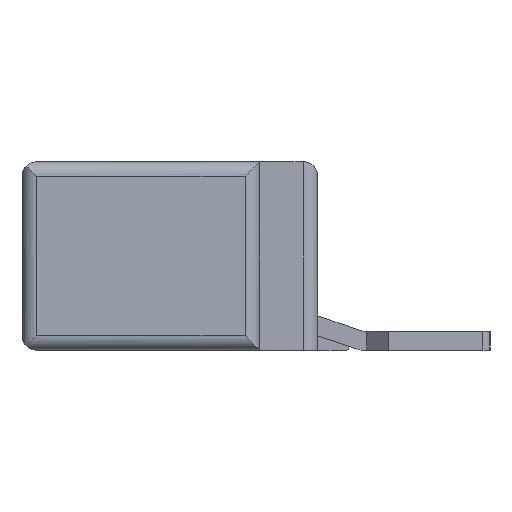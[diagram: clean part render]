
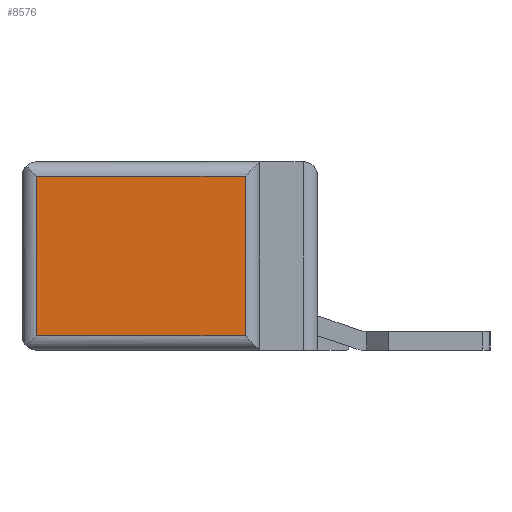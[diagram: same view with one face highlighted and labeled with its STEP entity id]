
A CAD part, left-side view. The second image highlights one B-rep face of the part: STEP entity #8576.
In plain terms, the highlighted planar face has unit normal (-1, 0, 0).
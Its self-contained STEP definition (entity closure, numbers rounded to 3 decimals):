
#2159 = CYLINDRICAL_SURFACE('',#2160,1.);
#2160 = AXIS2_PLACEMENT_3D('',#2161,#2162,#2163);
#2161 = CARTESIAN_POINT('',(-114.25,-90.,-5.5));
#2162 = DIRECTION('',(0.,1.,0.));
#2163 = DIRECTION('',(1.,0.,0.));
#3553 = CYLINDRICAL_SURFACE('',#3554,1.);
#3554 = AXIS2_PLACEMENT_3D('',#3555,#3556,#3557);
#3555 = CARTESIAN_POINT('',(-114.25,-90.,5.5));
#3556 = DIRECTION('',(0.,1.,0.));
#3557 = DIRECTION('',(1.,0.,0.));
#7116 = CYLINDRICAL_SURFACE('',#7117,1.);
#7117 = AXIS2_PLACEMENT_3D('',#7118,#7119,#7120);
#7118 = CARTESIAN_POINT('',(-114.25,5.,-6.5));
#7119 = DIRECTION('',(0.,0.,1.));
#7120 = DIRECTION('',(1.,0.,0.));
#7135 = VERTEX_POINT('',#7136);
#7136 = CARTESIAN_POINT('',(-115.25,5.,5.5));
#7206 = EDGE_CURVE('',#7207,#7135,#7209,.T.);
#7207 = VERTEX_POINT('',#7208);
#7208 = CARTESIAN_POINT('',(-115.25,5.,-5.5));
#7209 = SURFACE_CURVE('',#7210,(#7214,#7221),.PCURVE_S1.);
#7210 = LINE('',#7211,#7212);
#7211 = CARTESIAN_POINT('',(-115.25,5.,-5.5));
#7212 = VECTOR('',#7213,1.);
#7213 = DIRECTION('',(0.,0.,1.));
#7214 = PCURVE('',#7116,#7215);
#7215 = DEFINITIONAL_REPRESENTATION('',(#7216),#7220);
#7216 = LINE('',#7217,#7218);
#7217 = CARTESIAN_POINT('',(3.142,1.));
#7218 = VECTOR('',#7219,1.);
#7219 = DIRECTION('',(0.,1.));
#7220 = ( GEOMETRIC_REPRESENTATION_CONTEXT(2) 
PARAMETRIC_REPRESENTATION_CONTEXT() REPRESENTATION_CONTEXT('2D SPACE',''
  ) );
#7221 = PCURVE('',#7222,#7227);
#7222 = PLANE('',#7223);
#7223 = AXIS2_PLACEMENT_3D('',#7224,#7225,#7226);
#7224 = CARTESIAN_POINT('',(-115.25,19.4,-6.5));
#7225 = DIRECTION('',(-1.,0.,0.));
#7226 = DIRECTION('',(0.,-1.,0.));
#7227 = DEFINITIONAL_REPRESENTATION('',(#7228),#7232);
#7228 = LINE('',#7229,#7230);
#7229 = CARTESIAN_POINT('',(14.4,1.));
#7230 = VECTOR('',#7231,1.);
#7231 = DIRECTION('',(0.,1.));
#7232 = ( GEOMETRIC_REPRESENTATION_CONTEXT(2) 
PARAMETRIC_REPRESENTATION_CONTEXT() REPRESENTATION_CONTEXT('2D SPACE',''
  ) );
#7309 = EDGE_CURVE('',#7207,#7310,#7312,.T.);
#7310 = VERTEX_POINT('',#7311);
#7311 = CARTESIAN_POINT('',(-115.25,19.4,-5.5));
#7312 = SURFACE_CURVE('',#7313,(#7317,#7324),.PCURVE_S1.);
#7313 = LINE('',#7314,#7315);
#7314 = CARTESIAN_POINT('',(-115.25,5.,-5.5));
#7315 = VECTOR('',#7316,1.);
#7316 = DIRECTION('',(0.,1.,0.));
#7317 = PCURVE('',#2159,#7318);
#7318 = DEFINITIONAL_REPRESENTATION('',(#7319),#7323);
#7319 = LINE('',#7320,#7321);
#7320 = CARTESIAN_POINT('',(3.142,95.));
#7321 = VECTOR('',#7322,1.);
#7322 = DIRECTION('',(0.,1.));
#7323 = ( GEOMETRIC_REPRESENTATION_CONTEXT(2) 
PARAMETRIC_REPRESENTATION_CONTEXT() REPRESENTATION_CONTEXT('2D SPACE',''
  ) );
#7324 = PCURVE('',#7222,#7325);
#7325 = DEFINITIONAL_REPRESENTATION('',(#7326),#7330);
#7326 = LINE('',#7327,#7328);
#7327 = CARTESIAN_POINT('',(14.4,1.));
#7328 = VECTOR('',#7329,1.);
#7329 = DIRECTION('',(-1.,0.));
#7330 = ( GEOMETRIC_REPRESENTATION_CONTEXT(2) 
PARAMETRIC_REPRESENTATION_CONTEXT() REPRESENTATION_CONTEXT('2D SPACE',''
  ) );
#7373 = CYLINDRICAL_SURFACE('',#7374,1.);
#7374 = AXIS2_PLACEMENT_3D('',#7375,#7376,#7377);
#7375 = CARTESIAN_POINT('',(-114.25,19.4,-6.5));
#7376 = DIRECTION('',(0.,0.,1.));
#7377 = DIRECTION('',(1.,0.,0.));
#8486 = VERTEX_POINT('',#8487);
#8487 = CARTESIAN_POINT('',(-115.25,19.4,5.5));
#8555 = EDGE_CURVE('',#7135,#8486,#8556,.T.);
#8556 = SURFACE_CURVE('',#8557,(#8561,#8568),.PCURVE_S1.);
#8557 = LINE('',#8558,#8559);
#8558 = CARTESIAN_POINT('',(-115.25,5.,5.5));
#8559 = VECTOR('',#8560,1.);
#8560 = DIRECTION('',(0.,1.,0.));
#8561 = PCURVE('',#3553,#8562);
#8562 = DEFINITIONAL_REPRESENTATION('',(#8563),#8567);
#8563 = LINE('',#8564,#8565);
#8564 = CARTESIAN_POINT('',(3.142,95.));
#8565 = VECTOR('',#8566,1.);
#8566 = DIRECTION('',(0.,1.));
#8567 = ( GEOMETRIC_REPRESENTATION_CONTEXT(2) 
PARAMETRIC_REPRESENTATION_CONTEXT() REPRESENTATION_CONTEXT('2D SPACE',''
  ) );
#8568 = PCURVE('',#7222,#8569);
#8569 = DEFINITIONAL_REPRESENTATION('',(#8570),#8574);
#8570 = LINE('',#8571,#8572);
#8571 = CARTESIAN_POINT('',(14.4,12.));
#8572 = VECTOR('',#8573,1.);
#8573 = DIRECTION('',(-1.,0.));
#8574 = ( GEOMETRIC_REPRESENTATION_CONTEXT(2) 
PARAMETRIC_REPRESENTATION_CONTEXT() REPRESENTATION_CONTEXT('2D SPACE',''
  ) );
#8576 = ADVANCED_FACE('',(#8577),#7222,.T.);
#8577 = FACE_BOUND('',#8578,.F.);
#8578 = EDGE_LOOP('',(#8579,#8580,#8601,#8602));
#8579 = ORIENTED_EDGE('',*,*,#7309,.T.);
#8580 = ORIENTED_EDGE('',*,*,#8581,.T.);
#8581 = EDGE_CURVE('',#7310,#8486,#8582,.T.);
#8582 = SURFACE_CURVE('',#8583,(#8587,#8594),.PCURVE_S1.);
#8583 = LINE('',#8584,#8585);
#8584 = CARTESIAN_POINT('',(-115.25,19.4,-5.5));
#8585 = VECTOR('',#8586,1.);
#8586 = DIRECTION('',(0.,0.,1.));
#8587 = PCURVE('',#7222,#8588);
#8588 = DEFINITIONAL_REPRESENTATION('',(#8589),#8593);
#8589 = LINE('',#8590,#8591);
#8590 = CARTESIAN_POINT('',(0.,1.));
#8591 = VECTOR('',#8592,1.);
#8592 = DIRECTION('',(0.,1.));
#8593 = ( GEOMETRIC_REPRESENTATION_CONTEXT(2) 
PARAMETRIC_REPRESENTATION_CONTEXT() REPRESENTATION_CONTEXT('2D SPACE',''
  ) );
#8594 = PCURVE('',#7373,#8595);
#8595 = DEFINITIONAL_REPRESENTATION('',(#8596),#8600);
#8596 = LINE('',#8597,#8598);
#8597 = CARTESIAN_POINT('',(3.142,1.));
#8598 = VECTOR('',#8599,1.);
#8599 = DIRECTION('',(0.,1.));
#8600 = ( GEOMETRIC_REPRESENTATION_CONTEXT(2) 
PARAMETRIC_REPRESENTATION_CONTEXT() REPRESENTATION_CONTEXT('2D SPACE',''
  ) );
#8601 = ORIENTED_EDGE('',*,*,#8555,.F.);
#8602 = ORIENTED_EDGE('',*,*,#7206,.F.);
